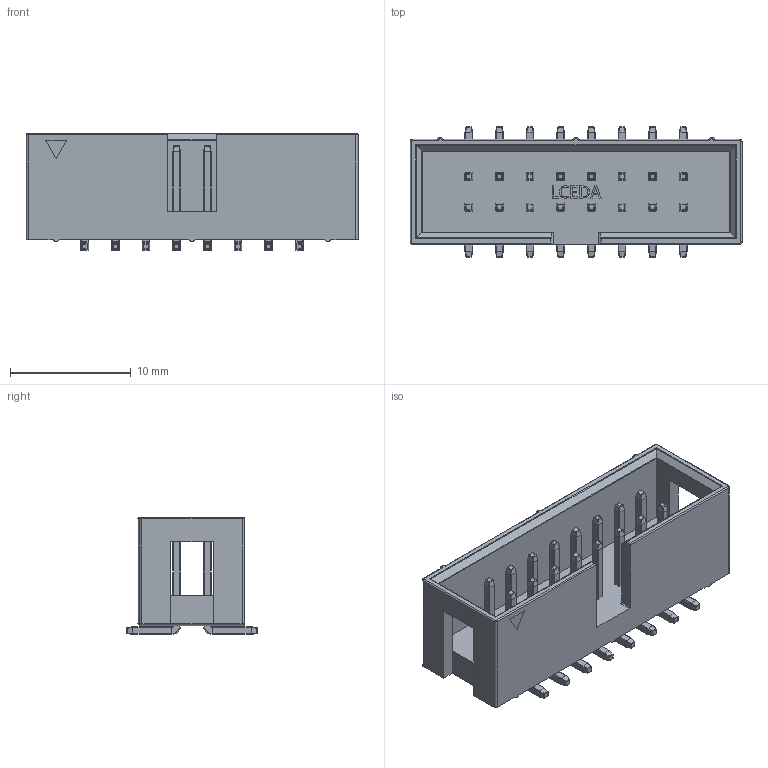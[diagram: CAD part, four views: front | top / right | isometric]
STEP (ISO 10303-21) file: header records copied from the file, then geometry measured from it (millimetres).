
FILE_DESCRIPTION (( 'STEP AP214' ), '1' );
FILE_NAME ('CONN-SMD_IDC2.54-LS-2x8P.step', '2021-08-14T07:00:06', ( '' ), ( '' ), 'SwSTEP 2.0', 'SolidWorks 2020', '' );
FILE_SCHEMA (( 'AUTOMOTIVE_DESIGN' ));
Length unit declared in the file: millimetre
Products named in the file (1): CONN-SMD_IDC2.54-LS-2x8P
Bounding box: 27.52 x 10.8 x 9.69 mm (x, y, z)
Volume: 995.3 mm3; surface area: 1932.7 mm2
Topology: 20 solids, 20 shells, 1075 faces, 2485 edges, 1378 vertices
Faces by surface type: cylinder 448, plane 408, sphere 128, torus 77, bspline 14
Entity records: 31015 total; most frequent: CARTESIAN_POINT 6981, ORIENTED_EDGE 4818, DIRECTION 4788, EDGE_CURVE 2409, AXIS2_PLACEMENT_3D 1749, VERTEX_POINT 1378, VECTOR 1290, LINE 1290
